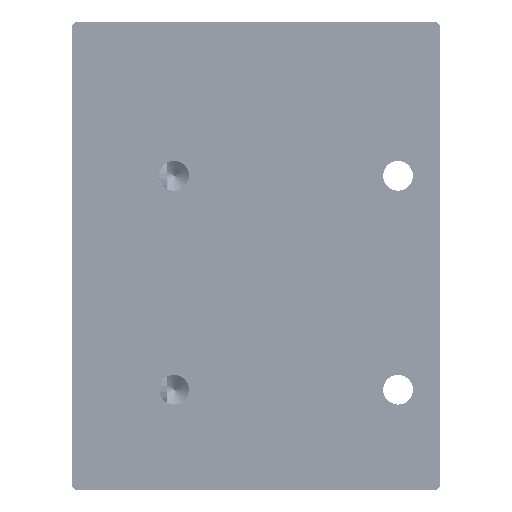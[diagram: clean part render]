
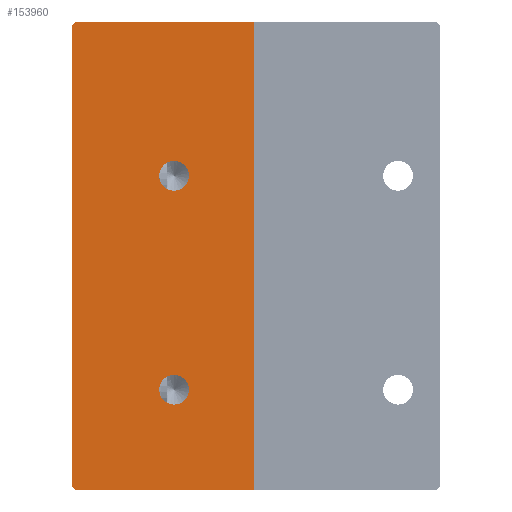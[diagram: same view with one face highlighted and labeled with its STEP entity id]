
A CAD part, left-side view. The second image highlights one B-rep face of the part: STEP entity #153960.
In plain terms, the highlighted planar face has unit normal (-1, 0, 0).
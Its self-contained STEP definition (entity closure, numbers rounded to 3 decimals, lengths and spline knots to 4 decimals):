
#4242 = VECTOR ( 'NONE', #52980, 39.3701 ) ;
#6054 = ORIENTED_EDGE ( 'NONE', *, *, #67947, .T. ) ;
#7105 = CARTESIAN_POINT ( 'NONE',  ( -3.908, 0.7415, 0.6625 ) ) ;
#9778 = CARTESIAN_POINT ( 'NONE',  ( -3.908, 0.7415, 0.6525 ) ) ;
#10516 = VERTEX_POINT ( 'NONE', #39879 ) ;
#10833 = ORIENTED_EDGE ( 'NONE', *, *, #113923, .T. ) ;
#11077 = DIRECTION ( 'NONE',  ( 0., 0., 1. ) ) ;
#11591 = CARTESIAN_POINT ( 'NONE',  ( -3.908, 0.7415, 0.6625 ) ) ;
#16290 = ORIENTED_EDGE ( 'NONE', *, *, #116986, .F. ) ;
#17389 = ORIENTED_EDGE ( 'NONE', *, *, #137982, .F. ) ;
#18673 = VERTEX_POINT ( 'NONE', #84520 ) ;
#20350 = PLANE ( 'NONE',  #40408 ) ;
#22831 = EDGE_LOOP ( 'NONE', ( #53669, #132872 ) ) ;
#26509 = EDGE_CURVE ( 'NONE', #81914, #64043, #47728, .T. ) ;
#27520 = EDGE_LOOP ( 'NONE', ( #100882, #10833, #69323, #6054, #49113, #16290 ) ) ;
#32569 = DIRECTION ( 'NONE',  ( 1., 0., 0. ) ) ;
#32947 = CARTESIAN_POINT ( 'NONE',  ( -3.908, 0.4365, -0.4375 ) ) ;
#33474 = DIRECTION ( 'NONE',  ( 0., 0., 1. ) ) ;
#36797 = CARTESIAN_POINT ( 'NONE',  ( -3.908, 0.4365, 0.2025 ) ) ;
#37115 = AXIS2_PLACEMENT_3D ( 'NONE', #36797, #60818, #146492 ) ;
#39509 = LINE ( 'NONE', #149924, #121379 ) ;
#39879 = CARTESIAN_POINT ( 'NONE',  ( -3.908, 0.7315, 0.6625 ) ) ;
#39909 = EDGE_CURVE ( 'NONE', #120838, #18673, #98289, .T. ) ;
#40361 = CARTESIAN_POINT ( 'NONE',  ( -3.908, 0.4365, -0.393 ) ) ;
#40408 = AXIS2_PLACEMENT_3D ( 'NONE', #7105, #32569, #57141 ) ;
#43736 = DIRECTION ( 'NONE',  ( 0., -1., 0. ) ) ;
#47728 = CIRCLE ( 'NONE', #92870, 0.0445 ) ;
#49113 = ORIENTED_EDGE ( 'NONE', *, *, #155220, .F. ) ;
#52980 = DIRECTION ( 'NONE',  ( 0., 1., 0. ) ) ;
#53669 = ORIENTED_EDGE ( 'NONE', *, *, #26509, .F. ) ;
#55708 = AXIS2_PLACEMENT_3D ( 'NONE', #32947, #142607, #33474 ) ;
#57141 = DIRECTION ( 'NONE',  ( 0., 0., -1. ) ) ;
#60818 = DIRECTION ( 'NONE',  ( -1., 0., 0. ) ) ;
#61353 = LINE ( 'NONE', #101436, #4242 ) ;
#64043 = VERTEX_POINT ( 'NONE', #91806 ) ;
#65941 = VECTOR ( 'NONE', #81792, 39.3701 ) ;
#66044 = FACE_OUTER_BOUND ( 'NONE', #27520, .T. ) ;
#67947 = EDGE_CURVE ( 'NONE', #120838, #10516, #61353, .T. ) ;
#69323 = ORIENTED_EDGE ( 'NONE', *, *, #39909, .F. ) ;
#69355 = EDGE_CURVE ( 'NONE', #154444, #88359, #98116, .T. ) ;
#70246 = CARTESIAN_POINT ( 'NONE',  ( -3.908, 0.4365, -0.482 ) ) ;
#73147 = DIRECTION ( 'NONE',  ( -1., 0., 0. ) ) ;
#74371 = VERTEX_POINT ( 'NONE', #136468 ) ;
#78286 = DIRECTION ( 'NONE',  ( -1., 0., 0. ) ) ;
#81792 = DIRECTION ( 'NONE',  ( 0., 0., -1. ) ) ;
#81914 = VERTEX_POINT ( 'NONE', #105843 ) ;
#82913 = VECTOR ( 'NONE', #43736, 39.3701 ) ;
#83157 = FACE_BOUND ( 'NONE', #22831, .T. ) ;
#84520 = CARTESIAN_POINT ( 'NONE',  ( -3.908, 0.1965, -0.7375 ) ) ;
#85159 = FACE_BOUND ( 'NONE', #152094, .T. ) ;
#85708 = AXIS2_PLACEMENT_3D ( 'NONE', #151227, #78286, #127236 ) ;
#86256 = CIRCLE ( 'NONE', #85708, 0.0445 ) ;
#86761 = LINE ( 'NONE', #116655, #82913 ) ;
#88359 = VERTEX_POINT ( 'NONE', #40361 ) ;
#91806 = CARTESIAN_POINT ( 'NONE',  ( -3.908, 0.4365, 0.158 ) ) ;
#92870 = AXIS2_PLACEMENT_3D ( 'NONE', #154576, #73147, #154057 ) ;
#98116 = CIRCLE ( 'NONE', #55708, 0.0445 ) ;
#98289 = LINE ( 'NONE', #156274, #65941 ) ;
#99805 = CIRCLE ( 'NONE', #37115, 0.0445 ) ;
#100882 = ORIENTED_EDGE ( 'NONE', *, *, #133550, .F. ) ;
#101436 = CARTESIAN_POINT ( 'NONE',  ( -3.908, 0.7415, 0.6625 ) ) ;
#103260 = VERTEX_POINT ( 'NONE', #105344 ) ;
#105344 = CARTESIAN_POINT ( 'NONE',  ( -3.908, 0.7415, -0.7275 ) ) ;
#105843 = CARTESIAN_POINT ( 'NONE',  ( -3.908, 0.4365, 0.247 ) ) ;
#110827 = VECTOR ( 'NONE', #11077, 39.3701 ) ;
#113923 = EDGE_CURVE ( 'NONE', #74371, #18673, #86761, .T. ) ;
#116655 = CARTESIAN_POINT ( 'NONE',  ( -3.908, 0.7415, -0.7375 ) ) ;
#116986 = EDGE_CURVE ( 'NONE', #103260, #119811, #143215, .T. ) ;
#119811 = VERTEX_POINT ( 'NONE', #9778 ) ;
#120838 = VERTEX_POINT ( 'NONE', #144611 ) ;
#121379 = VECTOR ( 'NONE', #156145, 39.3701 ) ;
#124630 = DIRECTION ( 'NONE',  ( 0., -0.707, 0.707 ) ) ;
#125687 = CARTESIAN_POINT ( 'NONE',  ( -3.908, 0.7415, 0.6525 ) ) ;
#127236 = DIRECTION ( 'NONE',  ( 0., 0., 1. ) ) ;
#128625 = VECTOR ( 'NONE', #124630, 39.3701 ) ;
#132872 = ORIENTED_EDGE ( 'NONE', *, *, #141163, .F. ) ;
#133550 = EDGE_CURVE ( 'NONE', #74371, #103260, #39509, .T. ) ;
#133947 = ORIENTED_EDGE ( 'NONE', *, *, #69355, .F. ) ;
#136468 = CARTESIAN_POINT ( 'NONE',  ( -3.908, 0.7315, -0.7375 ) ) ;
#137982 = EDGE_CURVE ( 'NONE', #88359, #154444, #86256, .T. ) ;
#141163 = EDGE_CURVE ( 'NONE', #64043, #81914, #99805, .T. ) ;
#142607 = DIRECTION ( 'NONE',  ( -1., 0., 0. ) ) ;
#143215 = LINE ( 'NONE', #11591, #110827 ) ;
#144611 = CARTESIAN_POINT ( 'NONE',  ( -3.908, 0.1965, 0.6625 ) ) ;
#146492 = DIRECTION ( 'NONE',  ( 0., 0., 1. ) ) ;
#149924 = CARTESIAN_POINT ( 'NONE',  ( -3.908, 0.7315, -0.7375 ) ) ;
#151227 = CARTESIAN_POINT ( 'NONE',  ( -3.908, 0.4365, -0.4375 ) ) ;
#152094 = EDGE_LOOP ( 'NONE', ( #17389, #133947 ) ) ;
#153960 = ADVANCED_FACE ( 'NONE', ( #66044, #83157, #85159 ), #20350, .F. ) ;
#154057 = DIRECTION ( 'NONE',  ( 0., 0., 1. ) ) ;
#154444 = VERTEX_POINT ( 'NONE', #70246 ) ;
#154576 = CARTESIAN_POINT ( 'NONE',  ( -3.908, 0.4365, 0.2025 ) ) ;
#155220 = EDGE_CURVE ( 'NONE', #119811, #10516, #157187, .T. ) ;
#156145 = DIRECTION ( 'NONE',  ( 0., 0.707, 0.707 ) ) ;
#156274 = CARTESIAN_POINT ( 'NONE',  ( -3.908, 0.1965, 0.6625 ) ) ;
#157187 = LINE ( 'NONE', #125687, #128625 ) ;
